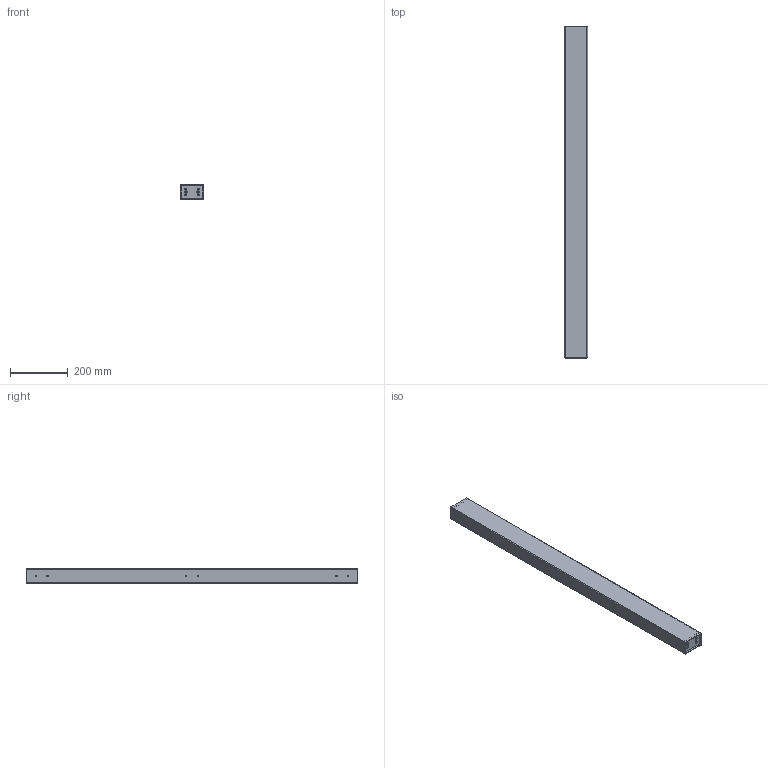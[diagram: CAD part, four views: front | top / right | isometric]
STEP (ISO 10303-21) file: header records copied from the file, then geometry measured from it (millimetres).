
FILE_DESCRIPTION(/* description */ ('Unknown'),/* implementation_level */ '2;1');
FILE_NAME(/* name */ 'a-115.00153_02',/* time_stamp */ '2020-11-03T14:53:50+01:00',/* author */ ('Unknown'),/* organization */ ('Unknown'),/* preprocessor_version */ 'ST-DEVELOPER v16.7',/* originating_system */ 'DEX',/* authorisation */ $);
FILE_SCHEMA (('AUTOMOTIVE_DESIGN {1 0 10303 214 3 1 1}'));
Length unit declared in the file: millimetre
Products named in the file (4): 115.00153; 127.00372; 127.00132; 127.00039
Assembly tree (4 placements, depth 3):
  115.00153
    127.00372
      127.00132
      127.00039  x2
Bounding box: 80 x 1150 x 50 mm (x, y, z)
Volume: 585742.2 mm3; surface area: 570205.9 mm2
Topology: 3 solids, 3 shells, 100 faces, 280 edges, 190 vertices
Faces by surface type: plane 46, cylinder 46, cone 8
Full cylindrical faces by diameter (mm): 4.917 x12, 6.647 x4, 6.8 x8, 9 x6
Entity records: 3029 total; most frequent: DIRECTION 430, CARTESIAN_POINT 393, ORIENTED_EDGE 352, EDGE_CURVE 176, AXIS2_PLACEMENT_3D 169, EDGE_LOOP 154, FACE_BOUND 154, VERTEX_POINT 132
